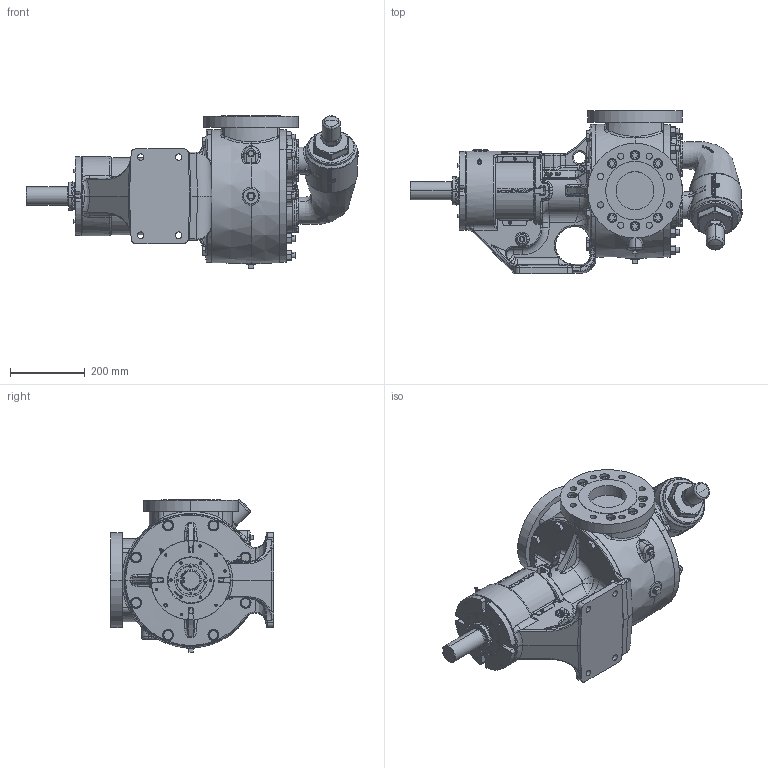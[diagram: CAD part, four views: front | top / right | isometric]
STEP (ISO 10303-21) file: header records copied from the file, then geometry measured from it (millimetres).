
FILE_DESCRIPTION (( 'STEP AP214' ), '1' );
FILE_NAME ('QV-2216.STEP', '2024-04-17T19:56:36', ( '' ), ( '' ), 'SwSTEP 2.0', 'SolidWorks 2023', '' );
FILE_SCHEMA (( 'AUTOMOTIVE_DESIGN' ));
Products named in the file (1): QV-2216
Bounding box: 890.01 x 438.15 x 409.47 mm (x, y, z)
Volume: 38544811.7 mm3; surface area: 1563032.7 mm2
Topology: 1 solids, 13 shells, 4901 faces, 12495 edges, 7892 vertices
Faces by surface type: plane 1744, bspline 1599, cylinder 852, cone 518, torus 129, sphere 59
Entity records: 251350 total; most frequent: CARTESIAN_POINT 145678, ORIENTED_EDGE 24756, DIRECTION 17251, EDGE_CURVE 12378, VERTEX_POINT 7889, AXIS2_PLACEMENT_3D 5999, EDGE_LOOP 5365, LINE 5253
